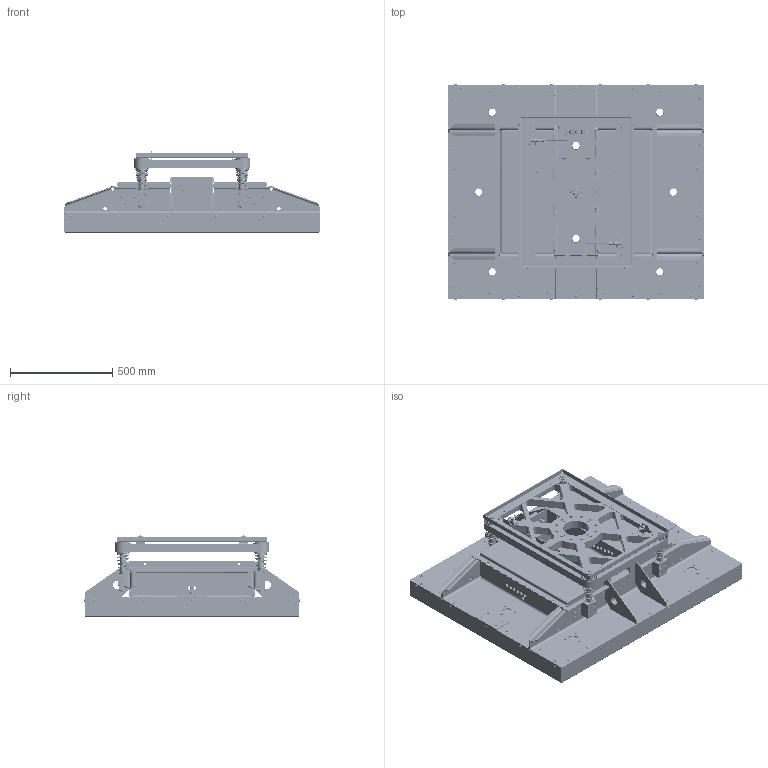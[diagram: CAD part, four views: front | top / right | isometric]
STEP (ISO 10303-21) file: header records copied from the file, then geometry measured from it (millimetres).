
FILE_DESCRIPTION(/* description */ (''),/* implementation_level */ '2;1');
FILE_NAME(/* name */ 'E0168575.stp',/* time_stamp */ '2024-10-29T13:49:56+01:00',/* author */ ('EP'),/* organization */ (''),/* preprocessor_version */ 'ST-DEVELOPER v18.1',/* originating_system */ 'Autodesk Inventor 2021',/* authorisation */ '');
FILE_SCHEMA (('CONFIG_CONTROL_DESIGN'));
Products named in the file (19): PRN-VERSIE 2; E0158402; E0162126; E0160412; E0162193; E0160683; E0162142; E0161182; E0163233; E0161267; E0162219; E0160257; E0163232; E0164202; S190122; 1000.20056; 1000.20055; 1000.20030; 1215.00407
Assembly tree (22 placements, depth 3):
  PRN-VERSIE 2
    E0158402
      E0162126
    E0160412
      E0162193
    E0160683
      E0162142
    E0161182
      E0163233
    E0161267
      E0162219
    E0160257
      E0163232
    E0164202
      1000.20056  x2
      1000.20055  x2
      1000.20030  x2
      S190122
      1215.00407  x2
Bounding box: 1255.83 x 1055.8 x 396.95 mm (x, y, z)
Volume: 32110713.8 mm3; surface area: 15987907.4 mm2
Topology: 123 solids, 123 shells, 7165 faces, 18577 edges, 11639 vertices
Faces by surface type: plane 3917, cylinder 1861, cone 593, torus 299, sphere 276, bspline 219
Full cylindrical faces by diameter (mm): 2.36 x20, 2.5 x8, 2.854 x2, 3.242 x13, 4 x50, 4.134 x4, 4.917 x3, 6 x89, 6.647 x20, 6.75 x32, 7 x6, 7.323 x8, 7.92 x20, 8 x60, 8.4 x8, 8.5 x48, 9 x32, 10 x28, 10.2 x1, 10.3 x4, 10.5 x4, 10.6 x2, 10.65 x2, 11 x18, 11.4 x8, 11.63 x16, 12 x4, 13 x18, 13.5 x10, 13.85 x56
Entity records: 257953 total; most frequent: CARTESIAN_POINT 73556, DIRECTION 37445, ORIENTED_EDGE 36338, EDGE_CURVE 18169, AXIS2_PLACEMENT_3D 13838, VERTEX_POINT 11807, LINE 9769, VECTOR 9769
